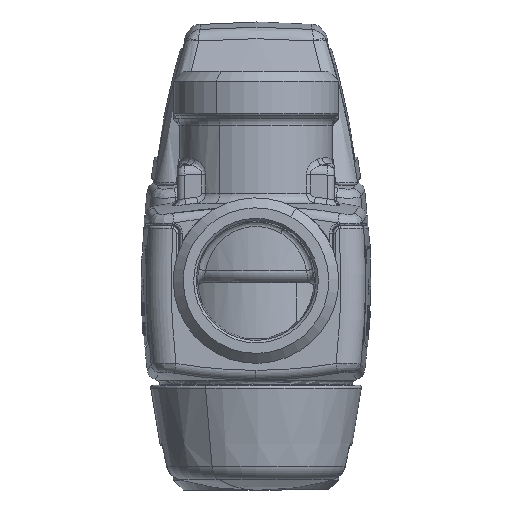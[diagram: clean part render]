
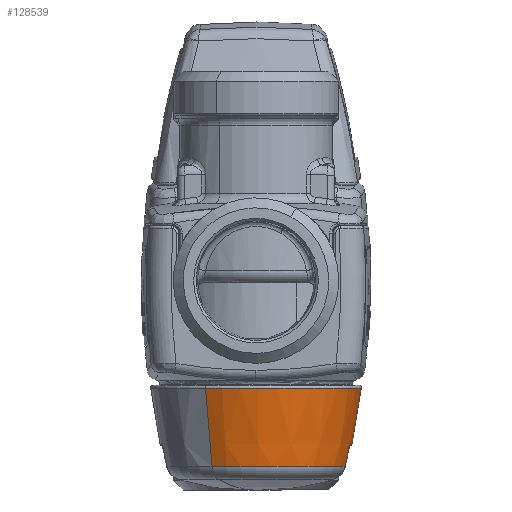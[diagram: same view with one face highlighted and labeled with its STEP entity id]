
A CAD part, front view. The second image highlights one B-rep face of the part: STEP entity #128539.
In plain terms, the highlighted face is a revolution surface.
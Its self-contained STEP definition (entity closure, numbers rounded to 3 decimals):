
#127164=CARTESIAN_POINT('Vertex',(10.129,-18.541,21.563)) ;
#127171=CARTESIAN_POINT('Vertex',(-10.129,18.541,21.563)) ;
#127174=CARTESIAN_POINT('Axis2P3D Location',(0.,0.,21.563)) ;
#128448=CARTESIAN_POINT('Control Point',(0.,21.127,21.563)) ;
#128449=CARTESIAN_POINT('Control Point',(0.,20.453,26.832)) ;
#128450=CARTESIAN_POINT('Control Point',(0.,19.532,32.07)) ;
#128451=CARTESIAN_POINT('Control Point',(0.,18.368,37.252)) ;
#128452=CARTESIAN_POINT('Axis1P Location',(0.,0.,31.5)) ;
#128457=CARTESIAN_POINT('Control Point',(18.709,4.135,33.531)) ;
#128458=CARTESIAN_POINT('Control Point',(18.457,4.113,34.776)) ;
#128459=CARTESIAN_POINT('Control Point',(18.192,4.088,36.016)) ;
#128460=CARTESIAN_POINT('Control Point',(17.914,4.058,37.252)) ;
#128461=CARTESIAN_POINT('Vertex',(17.914,4.058,37.252)) ;
#128463=CARTESIAN_POINT('Vertex',(18.709,4.135,33.531)) ;
#128467=CARTESIAN_POINT('Control Point',(19.016,3.377,32.758)) ;
#128468=CARTESIAN_POINT('Control Point',(18.973,3.624,32.758)) ;
#128469=CARTESIAN_POINT('Control Point',(18.906,3.872,32.852)) ;
#128470=CARTESIAN_POINT('Control Point',(18.824,4.056,33.053)) ;
#128471=CARTESIAN_POINT('Control Point',(18.757,4.14,33.292)) ;
#128472=CARTESIAN_POINT('Control Point',(18.709,4.135,33.531)) ;
#128473=CARTESIAN_POINT('Vertex',(19.016,3.377,32.758)) ;
#128476=CARTESIAN_POINT('Axis2P3D Location',(0.,0.,32.758)) ;
#128480=CARTESIAN_POINT('Vertex',(19.016,-3.377,32.758)) ;
#128484=CARTESIAN_POINT('Control Point',(19.016,-3.377,32.758)) ;
#128485=CARTESIAN_POINT('Control Point',(18.973,-3.624,32.758)) ;
#128486=CARTESIAN_POINT('Control Point',(18.906,-3.872,32.852)) ;
#128487=CARTESIAN_POINT('Control Point',(18.824,-4.056,33.053)) ;
#128488=CARTESIAN_POINT('Control Point',(18.757,-4.14,33.292)) ;
#128489=CARTESIAN_POINT('Control Point',(18.709,-4.135,33.531)) ;
#128490=CARTESIAN_POINT('Vertex',(18.709,-4.135,33.531)) ;
#128494=CARTESIAN_POINT('Control Point',(18.709,-4.135,33.531)) ;
#128495=CARTESIAN_POINT('Control Point',(18.457,-4.113,34.776)) ;
#128496=CARTESIAN_POINT('Control Point',(18.192,-4.088,36.016)) ;
#128497=CARTESIAN_POINT('Control Point',(17.914,-4.058,37.252)) ;
#128498=CARTESIAN_POINT('Vertex',(17.914,-4.058,37.252)) ;
#128501=CARTESIAN_POINT('Axis2P3D Location',(0.,0.,37.252)) ;
#128505=CARTESIAN_POINT('Vertex',(8.806,-16.12,37.252)) ;
#128509=CARTESIAN_POINT('Control Point',(10.129,-18.541,21.563)) ;
#128510=CARTESIAN_POINT('Control Point',(9.806,-17.949,26.832)) ;
#128511=CARTESIAN_POINT('Control Point',(9.364,-17.141,32.07)) ;
#128512=CARTESIAN_POINT('Control Point',(8.806,-16.12,37.252)) ;
#128515=CARTESIAN_POINT('Control Point',(-10.129,18.541,21.563)) ;
#128516=CARTESIAN_POINT('Control Point',(-9.806,17.949,26.832)) ;
#128517=CARTESIAN_POINT('Control Point',(-9.364,17.141,32.07)) ;
#128518=CARTESIAN_POINT('Control Point',(-8.806,16.12,37.252)) ;
#128519=CARTESIAN_POINT('Vertex',(-8.806,16.12,37.252)) ;
#128522=CARTESIAN_POINT('Axis2P3D Location',(0.,0.,37.252)) ;
#127175=DIRECTION('Axis2P3D Direction',(0.,0.,1.)) ;
#128453=DIRECTION('Axis1P Direction',(0.,0.,1.)) ;
#128477=DIRECTION('Axis2P3D Direction',(0.,0.,1.)) ;
#128502=DIRECTION('Axis2P3D Direction',(0.,0.,1.)) ;
#128523=DIRECTION('Axis2P3D Direction',(0.,0.,1.)) ;
#127176=AXIS2_PLACEMENT_3D('Circle Axis2P3D',#127174,#127175,$) ;
#128478=AXIS2_PLACEMENT_3D('Circle Axis2P3D',#128476,#128477,$) ;
#128503=AXIS2_PLACEMENT_3D('Circle Axis2P3D',#128501,#128502,$) ;
#128524=AXIS2_PLACEMENT_3D('Circle Axis2P3D',#128522,#128523,$) ;
#128528=ORIENTED_EDGE('',*,*,#128465,.T.) ;
#128529=ORIENTED_EDGE('',*,*,#128475,.T.) ;
#128530=ORIENTED_EDGE('',*,*,#128482,.T.) ;
#128531=ORIENTED_EDGE('',*,*,#128492,.T.) ;
#128532=ORIENTED_EDGE('',*,*,#128500,.T.) ;
#128533=ORIENTED_EDGE('',*,*,#128507,.F.) ;
#128534=ORIENTED_EDGE('',*,*,#128513,.T.) ;
#128535=ORIENTED_EDGE('',*,*,#127178,.T.) ;
#128536=ORIENTED_EDGE('',*,*,#128521,.F.) ;
#128537=ORIENTED_EDGE('',*,*,#128526,.F.) ;
#128539=ADVANCED_FACE('PartBody',(#128538),#128455,.T.) ;
#128454=AXIS1_PLACEMENT('Revolution Surface Axis1P',#128452,#128453) ;
#128447=B_SPLINE_CURVE_WITH_KNOTS('',3,(#128448,#128449,#128450,#128451),.UNSPECIFIED.,.F.,.U.,(4,4),(21.622,37.557),.UNSPECIFIED.) ;
#128456=B_SPLINE_CURVE_WITH_KNOTS('',3,(#128457,#128458,#128459,#128460),.UNSPECIFIED.,.F.,.U.,(4,4),(21.778,27.212),.UNSPECIFIED.) ;
#128466=B_SPLINE_CURVE_WITH_KNOTS('',5,(#128467,#128468,#128469,#128470,#128471,#128472),.UNSPECIFIED.,.F.,.U.,(6,6),(1.436,2.817),.UNSPECIFIED.) ;
#128483=B_SPLINE_CURVE_WITH_KNOTS('',5,(#128484,#128485,#128486,#128487,#128488,#128489),.UNSPECIFIED.,.F.,.U.,(6,6),(1.436,2.817),.UNSPECIFIED.) ;
#128493=B_SPLINE_CURVE_WITH_KNOTS('',3,(#128494,#128495,#128496,#128497),.UNSPECIFIED.,.F.,.U.,(4,4),(21.778,27.212),.UNSPECIFIED.) ;
#128508=B_SPLINE_CURVE_WITH_KNOTS('',3,(#128509,#128510,#128511,#128512),.UNSPECIFIED.,.F.,.U.,(4,4),(21.622,37.557),.UNSPECIFIED.) ;
#128514=B_SPLINE_CURVE_WITH_KNOTS('',3,(#128515,#128516,#128517,#128518),.UNSPECIFIED.,.F.,.U.,(4,4),(21.622,37.557),.UNSPECIFIED.) ;
#127177=CIRCLE('generated circle',#127176,21.127) ;
#128479=CIRCLE('generated circle',#128478,19.314) ;
#128504=CIRCLE('generated circle',#128503,18.368) ;
#128525=CIRCLE('generated circle',#128524,18.368) ;
#127178=EDGE_CURVE('',#127165,#127172,#127177,.T.) ;
#128465=EDGE_CURVE('',#128462,#128464,#128456,.F.) ;
#128475=EDGE_CURVE('',#128464,#128474,#128466,.F.) ;
#128482=EDGE_CURVE('',#128474,#128481,#128479,.F.) ;
#128492=EDGE_CURVE('',#128481,#128491,#128483,.T.) ;
#128500=EDGE_CURVE('',#128491,#128499,#128493,.T.) ;
#128507=EDGE_CURVE('',#128506,#128499,#128504,.T.) ;
#128513=EDGE_CURVE('',#128506,#127165,#128508,.F.) ;
#128521=EDGE_CURVE('',#128520,#127172,#128514,.F.) ;
#128526=EDGE_CURVE('',#128462,#128520,#128525,.T.) ;
#128527=EDGE_LOOP('',(#128528,#128529,#128530,#128531,#128532,#128533,#128534,#128535,#128536,#128537)) ;
#128538=FACE_OUTER_BOUND('',#128527,.T.) ;
#128455=SURFACE_OF_REVOLUTION('Surface of Revolution',#128447,#128454) ;
#127165=VERTEX_POINT('',#127164) ;
#127172=VERTEX_POINT('',#127171) ;
#128462=VERTEX_POINT('',#128461) ;
#128464=VERTEX_POINT('',#128463) ;
#128474=VERTEX_POINT('',#128473) ;
#128481=VERTEX_POINT('',#128480) ;
#128491=VERTEX_POINT('',#128490) ;
#128499=VERTEX_POINT('',#128498) ;
#128506=VERTEX_POINT('',#128505) ;
#128520=VERTEX_POINT('',#128519) ;
